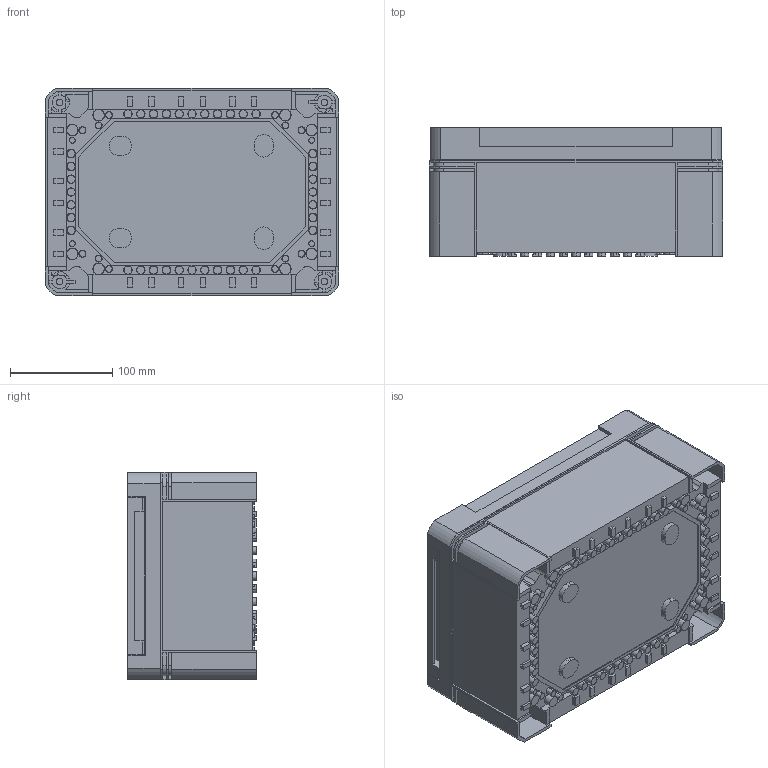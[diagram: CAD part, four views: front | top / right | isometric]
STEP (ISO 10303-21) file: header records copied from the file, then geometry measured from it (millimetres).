
FILE_DESCRIPTION (( 'STEP AP214' ), '1' );
FILE_NAME ('092960.STEP', '2024-05-28T12:20:32', ( '' ), ( '' ), 'SwSTEP 2.0', 'SolidWorks 2022', '' );
FILE_SCHEMA (( 'AUTOMOTIVE_DESIGN' ));
Length unit declared in the file: millimetre
Products named in the file (6): 053160_Standard; 087700_Standard; 103160_12 Teilungseinheiten 850°C; 053161_PC850°C; 092960; 076460_SDB12BC-22 breakout opening-Polycarbonat_Alt
Assembly tree (8 placements, depth 3):
  092960
    076460_SDB12BC-22 breakout opening-Polycarbonat_Alt
    103160_12 Teilungseinheiten 850°C
      053161_PC850°C
    087700_Standard  x4
    053160_Standard
Bounding box: 286.3 x 125.71 x 202.2 mm (x, y, z)
Volume: 1113312.5 mm3; surface area: 730406.2 mm2
Topology: 7 solids, 7 shells, 1868 faces, 4961 edges, 3276 vertices
Faces by surface type: plane 1295, cylinder 289, cone 280, torus 4
Entity records: 49793 total; most frequent: CARTESIAN_POINT 9223, ORIENTED_EDGE 8380, DIRECTION 8360, EDGE_CURVE 4190, LINE 3002, VECTOR 3002, VERTEX_POINT 2766, AXIS2_PLACEMENT_3D 2679
